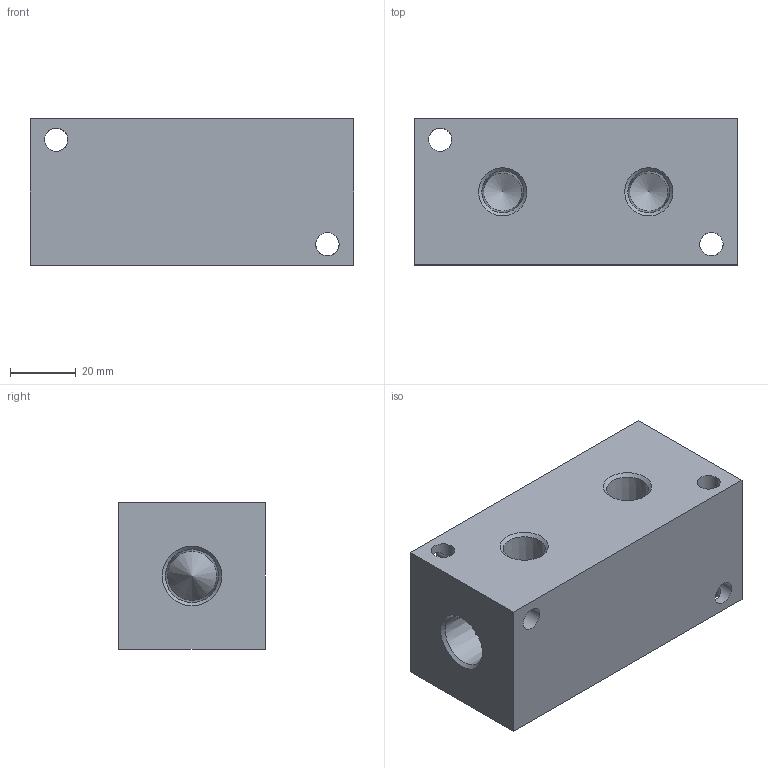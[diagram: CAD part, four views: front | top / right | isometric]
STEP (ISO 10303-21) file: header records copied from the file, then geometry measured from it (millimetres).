
FILE_DESCRIPTION( ( 'STEP AP214' ), ' ' );
FILE_NAME( 'AH0000204P.stp', '2018-02-22T19:24:58', ( '' ), ( '' ), ' ', 'PARTsolutions', ' ' );
FILE_SCHEMA( ( 'AUTOMOTIVE_DESIGN { 1 0 10303 214 1 1 1 1 }' ) );
Length unit declared in the file: inch
Products named in the file (1): _AH0000204P
Bounding box: 98.42 x 44.45 x 44.45 mm (x, y, z)
Volume: 177524.4 mm3; surface area: 28199 mm2
Topology: 1 solids, 1 shells, 134 faces, 367 edges, 239 vertices
Faces by surface type: plane 80, cylinder 42, cone 12
Full cylindrical faces by diameter (mm): 7.112 x8
Entity records: 5196 total; most frequent: CARTESIAN_POINT 711, DIRECTION 706, ORIENTED_EDGE 680, EDGE_CURVE 340, LINE 244, VECTOR 244, VERTEX_POINT 236, AXIS2_PLACEMENT_3D 231
